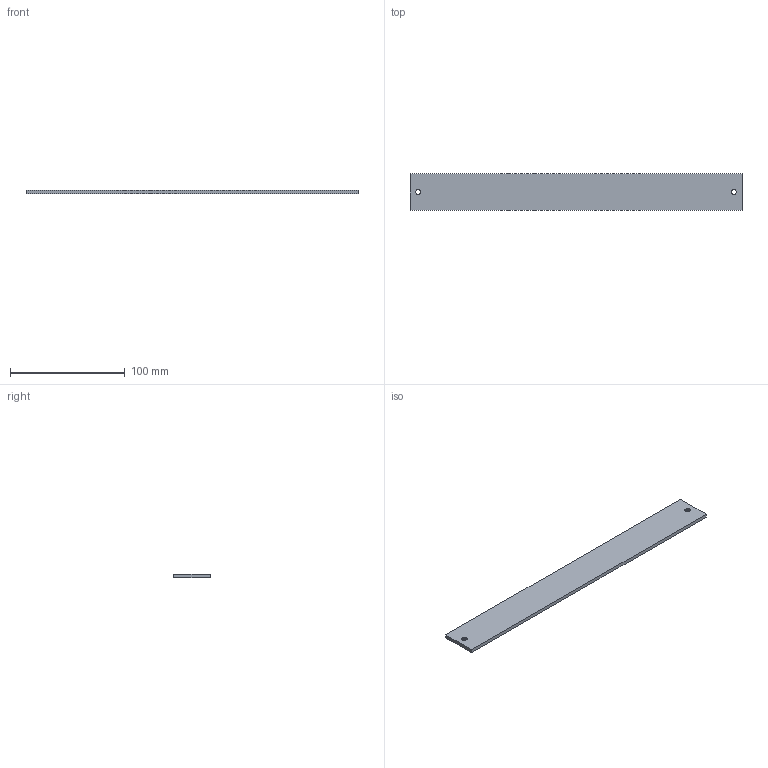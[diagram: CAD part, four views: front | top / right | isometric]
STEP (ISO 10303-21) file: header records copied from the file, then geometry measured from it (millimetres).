
FILE_DESCRIPTION (( 'STEP AP214' ), '1' );
FILE_NAME ('D1200764-v1_SUPPORT WEB, aLIGO TCS SM2, H1-L1_STEP.STEP', '2012-05-31T17:27:59', ( '' ), ( '' ), 'SwSTEP 2.0', 'SolidWorks 2012', '' );
FILE_SCHEMA (( 'AUTOMOTIVE_DESIGN' ));
Length unit declared in the file: inch
Products named in the file (1): D1200764-v1_SUPPORT WEB, aLIGO TCS SM2, H1-L1_STEP
Bounding box: 289.18 x 31.75 x 3.17 mm (x, y, z)
Volume: 28968.9 mm3; surface area: 20404.9 mm2
Topology: 1 solids, 1 shells, 14 faces, 32 edges, 20 vertices
Faces by surface type: plane 6, cone 4, cylinder 4
Entity records: 444 total; most frequent: DIRECTION 74, CARTESIAN_POINT 67, ORIENTED_EDGE 64, EDGE_CURVE 32, AXIS2_PLACEMENT_3D 27, VERTEX_POINT 20, LINE 20, VECTOR 20
